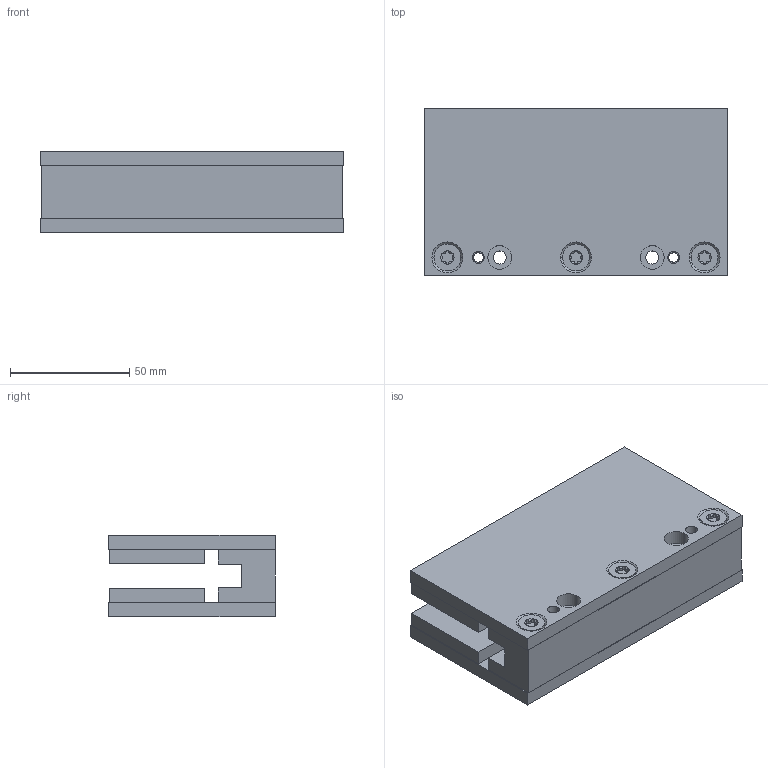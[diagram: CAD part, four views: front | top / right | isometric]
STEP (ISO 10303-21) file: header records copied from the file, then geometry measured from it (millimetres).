
FILE_DESCRIPTION((''),'2;1');
FILE_NAME('1258335-01-Z01','2019-02-08T11:07:26',('ch52332'),(''),'CREO PARAMETRIC BY PTC INC, 2017380','CREO PARAMETRIC BY PTC INC, 2017380','');
FILE_SCHEMA(('AUTOMOTIVE_DESIGN { 1 0 10303 214 1 1 1 1 }'));
Length unit declared in the file: millimetre
Products named in the file (1): 1258335-01-Z01
Bounding box: 127.15 x 70.1 x 34.11 mm (x, y, z)
Volume: 214689.6 mm3; surface area: 52634.5 mm2
Topology: 1 solids, 1 shells, 238 faces, 574 edges, 366 vertices
Faces by surface type: cylinder 108, plane 82, cone 48
Entity records: 7830 total; most frequent: CARTESIAN_POINT 1732, ORIENTED_EDGE 1148, DIRECTION 1136, EDGE_CURVE 574, AXIS2_PLACEMENT_3D 432, VERTEX_POINT 366, EDGE_LOOP 274, VECTOR 272
